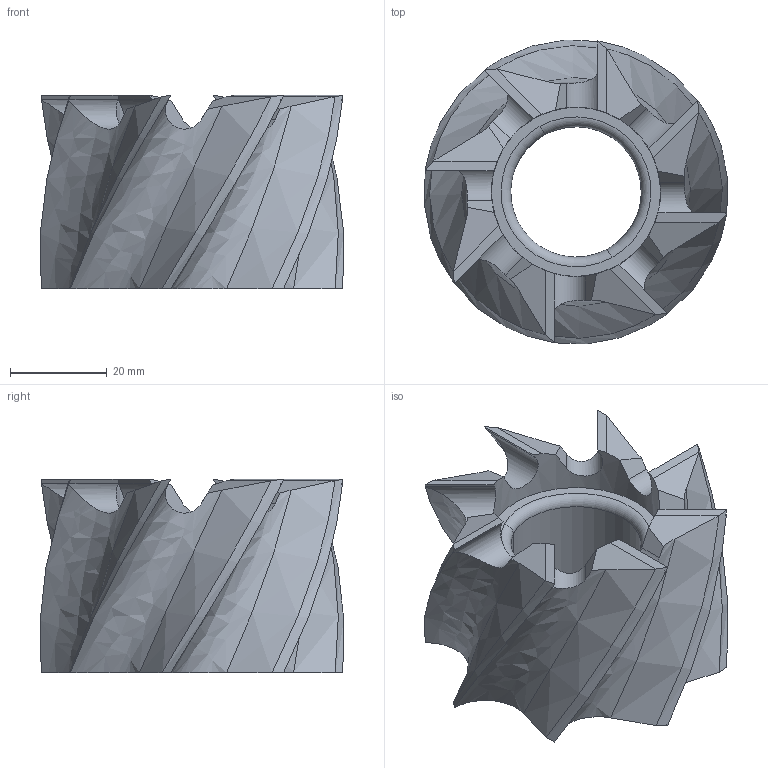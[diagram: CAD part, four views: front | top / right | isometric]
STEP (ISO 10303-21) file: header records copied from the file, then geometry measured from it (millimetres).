
FILE_DESCRIPTION(('CATIA V5 STEP Exchange'),'2;1');
FILE_NAME('milling cutter.stp','2017-02-22T13:29:20+00:00',('none'),('none'),'CATIA Version 5 Release 20 GA (IN-10)','CATIA V5 STEP AP203','none');
FILE_SCHEMA(('CONFIG_CONTROL_DESIGN'));
Length unit declared in the file: millimetre
Products named in the file (1): millimg cutter
Bounding box: 62.78 x 62.83 x 40 mm (x, y, z)
Volume: 50609.8 mm3; surface area: 15789.1 mm2
Topology: 1 solids, 1 shells, 74 faces, 216 edges, 144 vertices
Faces by surface type: plane 26, bspline 24, cylinder 14, extrusion 8, torus 2
Entity records: 3163 total; most frequent: CARTESIAN_POINT 1541, ORIENTED_EDGE 432, EDGE_CURVE 216, DIRECTION 163, VERTEX_POINT 144, B_SPLINE_CURVE_WITH_KNOTS 129, EDGE_LOOP 76, ADVANCED_FACE 74
